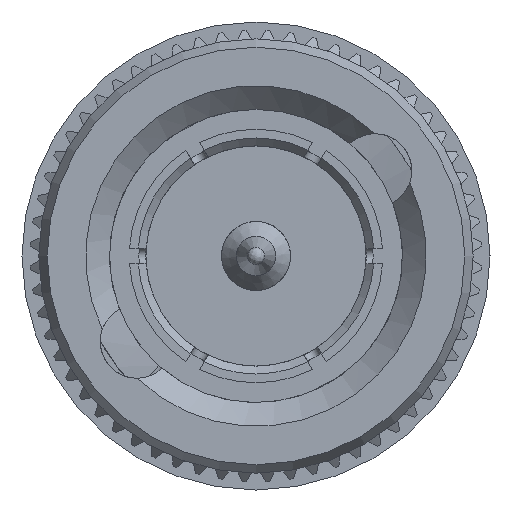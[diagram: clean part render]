
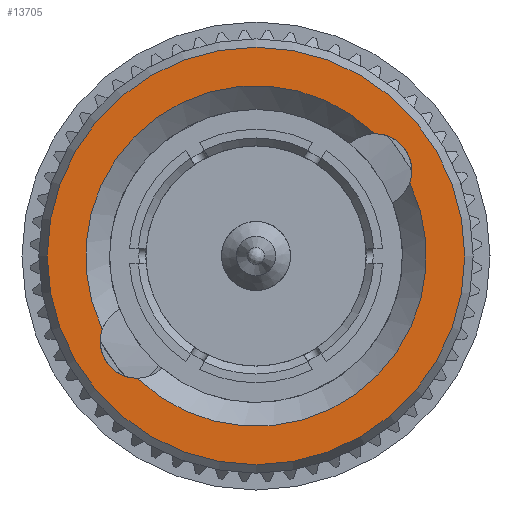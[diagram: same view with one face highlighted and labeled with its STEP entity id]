
A CAD part, left-side view. The second image highlights one B-rep face of the part: STEP entity #13705.
In plain terms, the highlighted planar face has unit normal (-1, 0, 0).
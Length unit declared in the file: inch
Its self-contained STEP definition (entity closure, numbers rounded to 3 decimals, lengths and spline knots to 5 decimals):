
#26 = DIRECTION ( 'NONE',  ( 0., 0., -1. ) ) ;
#1777 = DIRECTION ( 'NONE',  ( 1., 0., 0. ) ) ;
#2144 = AXIS2_PLACEMENT_3D ( 'NONE', #5801, #6142, #7261 ) ;
#2279 = AXIS2_PLACEMENT_3D ( 'NONE', #8314, #13852, #9455 ) ;
#2453 = VERTEX_POINT ( 'NONE', #4230 ) ;
#2634 = EDGE_LOOP ( 'NONE', ( #7247, #6780, #14357, #14269 ) ) ;
#2683 = EDGE_CURVE ( 'NONE', #2453, #2453, #13072, .T. ) ;
#3085 = CARTESIAN_POINT ( 'NONE',  ( 0., -0.14961, 0.15433 ) ) ;
#3186 = AXIS2_PLACEMENT_3D ( 'NONE', #11901, #1777, #14052 ) ;
#3218 = CARTESIAN_POINT ( 'NONE',  ( 0., -0.15021, 0.10789 ) ) ;
#3489 = AXIS2_PLACEMENT_3D ( 'NONE', #10284, #13625, #3682 ) ;
#3573 = CARTESIAN_POINT ( 'NONE',  ( 0., -0.19403, 0.09247 ) ) ;
#3682 = DIRECTION ( 'NONE',  ( 0., 0., 1. ) ) ;
#3973 = AXIS2_PLACEMENT_3D ( 'NONE', #3218, #10928, #26 ) ;
#4230 = CARTESIAN_POINT ( 'NONE',  ( 0., 0., -0.26339 ) ) ;
#4542 = AXIS2_PLACEMENT_3D ( 'NONE', #11168, #9934, #10114 ) ;
#4973 = CIRCLE ( 'NONE', #3973, 0.04645 ) ;
#5003 = ORIENTED_EDGE ( 'NONE', *, *, #2683, .F. ) ;
#5801 = CARTESIAN_POINT ( 'NONE',  ( 0., 0.15021, -0.10789 ) ) ;
#6112 = VERTEX_POINT ( 'NONE', #3085 ) ;
#6142 = DIRECTION ( 'NONE',  ( 1., 0., 0. ) ) ;
#6449 = EDGE_CURVE ( 'NONE', #13495, #7790, #9650, .T. ) ;
#6780 = ORIENTED_EDGE ( 'NONE', *, *, #7896, .T. ) ;
#6868 = VERTEX_POINT ( 'NONE', #8281 ) ;
#7247 = ORIENTED_EDGE ( 'NONE', *, *, #14069, .T. ) ;
#7261 = DIRECTION ( 'NONE',  ( 0., 0., -1. ) ) ;
#7326 = CIRCLE ( 'NONE', #3489, 0.21494 ) ;
#7340 = FACE_BOUND ( 'NONE', #2634, .T. ) ;
#7790 = VERTEX_POINT ( 'NONE', #11812 ) ;
#7896 = EDGE_CURVE ( 'NONE', #6112, #13495, #4973, .T. ) ;
#8281 = CARTESIAN_POINT ( 'NONE',  ( 0., 0.19403, -0.09247 ) ) ;
#8314 = CARTESIAN_POINT ( 'NONE',  ( 0., 0., -0.26339 ) ) ;
#8556 = CIRCLE ( 'NONE', #2144, 0.04645 ) ;
#9364 = PLANE ( 'NONE',  #2279 ) ;
#9455 = DIRECTION ( 'NONE',  ( 0., 0., -1. ) ) ;
#9650 = CIRCLE ( 'NONE', #3186, 0.21494 ) ;
#9934 = DIRECTION ( 'NONE',  ( 1., 0., 0. ) ) ;
#10114 = DIRECTION ( 'NONE',  ( 0., 0., -1. ) ) ;
#10284 = CARTESIAN_POINT ( 'NONE',  ( 0., 0., 0. ) ) ;
#10928 = DIRECTION ( 'NONE',  ( 1., 0., 0. ) ) ;
#11168 = CARTESIAN_POINT ( 'NONE',  ( 0., 0., 0. ) ) ;
#11550 = EDGE_CURVE ( 'NONE', #7790, #6868, #8556, .T. ) ;
#11812 = CARTESIAN_POINT ( 'NONE',  ( 0., 0.14961, -0.15433 ) ) ;
#11901 = CARTESIAN_POINT ( 'NONE',  ( 0., 0., 0. ) ) ;
#12861 = FACE_OUTER_BOUND ( 'NONE', #13977, .T. ) ;
#13072 = CIRCLE ( 'NONE', #4542, 0.26339 ) ;
#13495 = VERTEX_POINT ( 'NONE', #3573 ) ;
#13625 = DIRECTION ( 'NONE',  ( 1., 0., 0. ) ) ;
#13705 = ADVANCED_FACE ( 'NONE', ( #12861, #7340 ), #9364, .F. ) ;
#13852 = DIRECTION ( 'NONE',  ( 1., 0., 0. ) ) ;
#13977 = EDGE_LOOP ( 'NONE', ( #5003 ) ) ;
#14052 = DIRECTION ( 'NONE',  ( 0., 0., 1. ) ) ;
#14069 = EDGE_CURVE ( 'NONE', #6868, #6112, #7326, .T. ) ;
#14269 = ORIENTED_EDGE ( 'NONE', *, *, #11550, .T. ) ;
#14357 = ORIENTED_EDGE ( 'NONE', *, *, #6449, .T. ) ;
